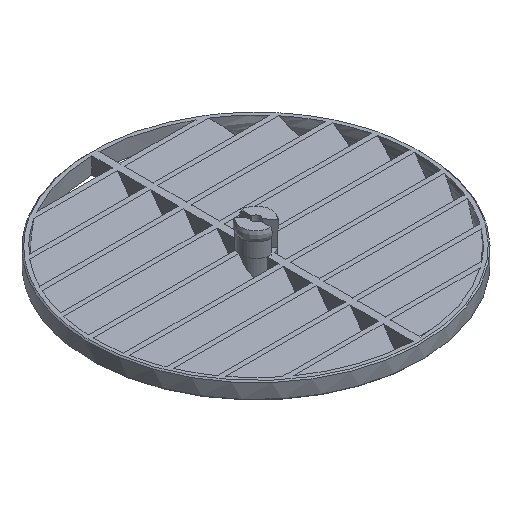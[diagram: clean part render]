
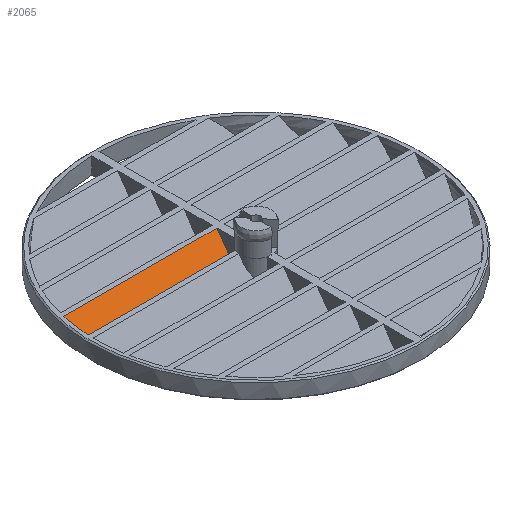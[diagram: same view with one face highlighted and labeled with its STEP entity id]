
A CAD part, isometric view. The second image highlights one B-rep face of the part: STEP entity #2065.
In plain terms, the highlighted planar face has unit normal (0, -0.819, 0.574).
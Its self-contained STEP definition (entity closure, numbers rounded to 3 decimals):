
#359 = VERTEX_POINT('',#360);
#360 = CARTESIAN_POINT('',(-65.798,9.75,0.));
#367 = EDGE_CURVE('',#368,#359,#370,.T.);
#368 = VERTEX_POINT('',#369);
#369 = CARTESIAN_POINT('',(-1.5,9.75,0.));
#370 = LINE('',#371,#372);
#371 = CARTESIAN_POINT('',(70.,9.75,0.));
#372 = VECTOR('',#373,1.);
#373 = DIRECTION('',(-1.,0.,0.));
#2048 = VERTEX_POINT('',#2049);
#2049 = CARTESIAN_POINT('',(-1.5,14.65,7.));
#2055 = EDGE_CURVE('',#368,#2048,#2056,.T.);
#2056 = LINE('',#2057,#2058);
#2057 = CARTESIAN_POINT('',(-1.5,9.144,-0.865));
#2058 = VECTOR('',#2059,1.);
#2059 = DIRECTION('',(0.,0.573,0.819));
#2065 = ADVANCED_FACE('',(#2066),#2085,.T.);
#2066 = FACE_BOUND('',#2067,.T.);
#2067 = EDGE_LOOP('',(#2068,#2069,#2070,#2078));
#2068 = ORIENTED_EDGE('',*,*,#367,.F.);
#2069 = ORIENTED_EDGE('',*,*,#2055,.T.);
#2070 = ORIENTED_EDGE('',*,*,#2071,.T.);
#2071 = EDGE_CURVE('',#2048,#2072,#2074,.T.);
#2072 = VERTEX_POINT('',#2073);
#2073 = CARTESIAN_POINT('',(-64.884,14.65,7.));
#2074 = LINE('',#2075,#2076);
#2075 = CARTESIAN_POINT('',(70.,14.65,7.));
#2076 = VECTOR('',#2077,1.);
#2077 = DIRECTION('',(-1.,0.,0.));
#2078 = ORIENTED_EDGE('',*,*,#2079,.T.);
#2079 = EDGE_CURVE('',#2072,#359,#2080,.T.);
#2080 = ELLIPSE('',#2081,115.992,66.517);
#2081 = AXIS2_PLACEMENT_3D('',#2082,#2083,#2084);
#2082 = CARTESIAN_POINT('',(0.,0.,-13.929));
#2083 = DIRECTION('',(0.,-0.819,0.573));
#2084 = DIRECTION('',(0.,-0.573,-0.819));
#2085 = PLANE('',#2086);
#2086 = AXIS2_PLACEMENT_3D('',#2087,#2088,#2089);
#2087 = CARTESIAN_POINT('',(70.,9.75,0.));
#2088 = DIRECTION('',(0.,-0.819,0.573));
#2089 = DIRECTION('',(-1.,0.,0.));
